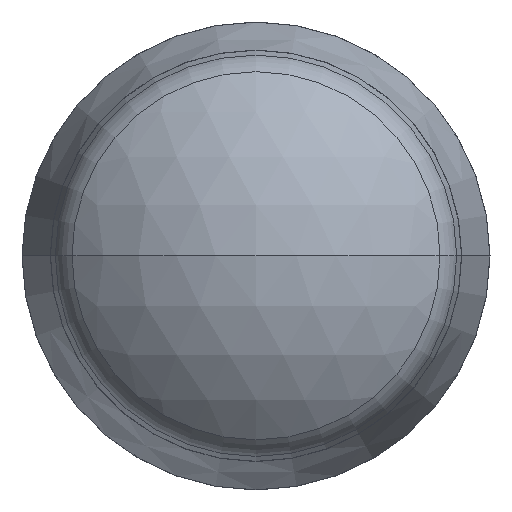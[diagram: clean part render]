
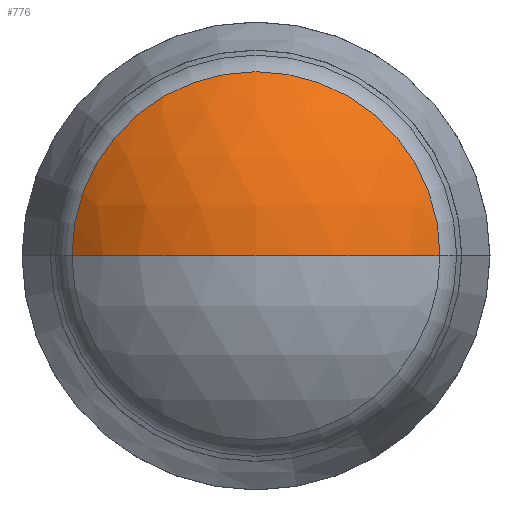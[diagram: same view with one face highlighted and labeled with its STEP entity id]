
A CAD part, top view. The second image highlights one B-rep face of the part: STEP entity #776.
In plain terms, the highlighted spherical face has radius 115 mm.
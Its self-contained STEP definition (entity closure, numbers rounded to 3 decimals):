
#57 = FACE_OUTER_BOUND ( 'NONE', #1893, .T. ) ;
#73 = AXIS2_PLACEMENT_3D ( 'NONE', #565, #2691, #1636 ) ;
#272 = CARTESIAN_POINT ( 'NONE',  ( 0., 0., 150. ) ) ;
#306 = ORIENTED_EDGE ( 'NONE', *, *, #1826, .F. ) ;
#312 = EDGE_CURVE ( 'NONE', #837, #1092, #2098, .T. ) ;
#340 = CIRCLE ( 'NONE', #2410, 78.279 ) ;
#519 = ORIENTED_EDGE ( 'NONE', *, *, #3381, .T. ) ;
#531 = CARTESIAN_POINT ( 'NONE',  ( 78.279, 0., 234.246 ) ) ;
#565 = CARTESIAN_POINT ( 'NONE',  ( 0., 0., 150. ) ) ;
#577 = DIRECTION ( 'NONE',  ( -1., 0., 0. ) ) ;
#776 = ADVANCED_FACE ( 'NONE', ( #57 ), #1082, .T. ) ;
#837 = VERTEX_POINT ( 'NONE', #1241 ) ;
#853 = DIRECTION ( 'NONE',  ( 0., 1., 0. ) ) ;
#1082 = SPHERICAL_SURFACE ( 'NONE', #1990, 115. ) ;
#1092 = VERTEX_POINT ( 'NONE', #2219 ) ;
#1241 = CARTESIAN_POINT ( 'NONE',  ( 0., 0., 265. ) ) ;
#1248 = CIRCLE ( 'NONE', #2654, 115. ) ;
#1332 = DIRECTION ( 'NONE',  ( -1., 0., 0. ) ) ;
#1636 = DIRECTION ( 'NONE',  ( 0., 0., -1. ) ) ;
#1655 = CARTESIAN_POINT ( 'NONE',  ( 0., 0., 234.246 ) ) ;
#1826 = EDGE_CURVE ( 'NONE', #1092, #2888, #340, .T. ) ;
#1893 = EDGE_LOOP ( 'NONE', ( #2914, #519, #306 ) ) ;
#1990 = AXIS2_PLACEMENT_3D ( 'NONE', #272, #853, #577 ) ;
#2055 = DIRECTION ( 'NONE',  ( 0., 1., 0. ) ) ;
#2068 = DIRECTION ( 'NONE',  ( -1., 0., 0. ) ) ;
#2098 = CIRCLE ( 'NONE', #73, 115. ) ;
#2219 = CARTESIAN_POINT ( 'NONE',  ( -78.279, 0., 234.246 ) ) ;
#2312 = CARTESIAN_POINT ( 'NONE',  ( 0., 0., 150. ) ) ;
#2410 = AXIS2_PLACEMENT_3D ( 'NONE', #1655, #2966, #1332 ) ;
#2654 = AXIS2_PLACEMENT_3D ( 'NONE', #2312, #2055, #2068 ) ;
#2691 = DIRECTION ( 'NONE',  ( 0., -1., 0. ) ) ;
#2888 = VERTEX_POINT ( 'NONE', #531 ) ;
#2914 = ORIENTED_EDGE ( 'NONE', *, *, #312, .F. ) ;
#2966 = DIRECTION ( 'NONE',  ( 0., 0., -1. ) ) ;
#3381 = EDGE_CURVE ( 'NONE', #837, #2888, #1248, .T. ) ;
